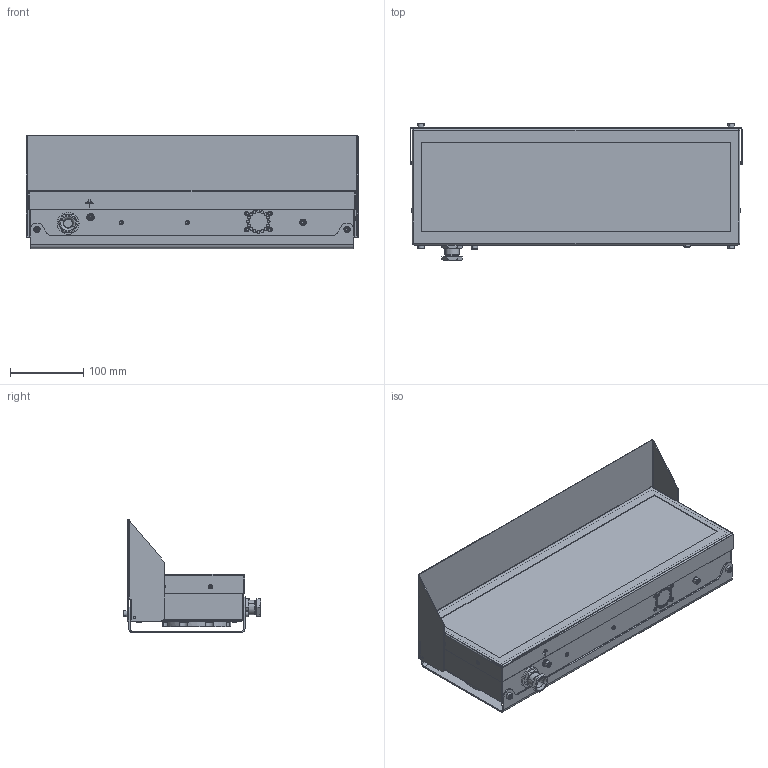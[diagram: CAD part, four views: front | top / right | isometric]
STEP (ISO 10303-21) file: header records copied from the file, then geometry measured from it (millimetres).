
FILE_DESCRIPTION (( 'STEP AP203' ), '1' );
FILE_NAME ('ÝÂ-00.000 ÑÁ Ýêðàí îäèí ââîä.STEP', '2025-12-03T04:28:11', ( '' ), ( '' ), 'SwSTEP 2.0', 'SolidWorks 2020', '' );
FILE_SCHEMA (( 'CONFIG_CONTROL_DESIGN' ));
Length unit declared in the file: millimetre
Products named in the file (1): ÝÂ-00.000 ÑÁ Ýêðàí îäèí ââîä
Bounding box: 453 x 187.19 x 154.81 mm (x, y, z)
Volume: 781766.9 mm3; surface area: 771344.1 mm2
Topology: 47 solids, 47 shells, 987 faces, 2269 edges, 1420 vertices
Faces by surface type: cylinder 450, plane 385, cone 100, torus 26, sphere 24, bspline 2
Entity records: 29071 total; most frequent: CARTESIAN_POINT 5632, DIRECTION 5265, ORIENTED_EDGE 4514, EDGE_CURVE 2257, AXIS2_PLACEMENT_3D 2100, VERTEX_POINT 1420, EDGE_LOOP 1209, CIRCLE 1114
